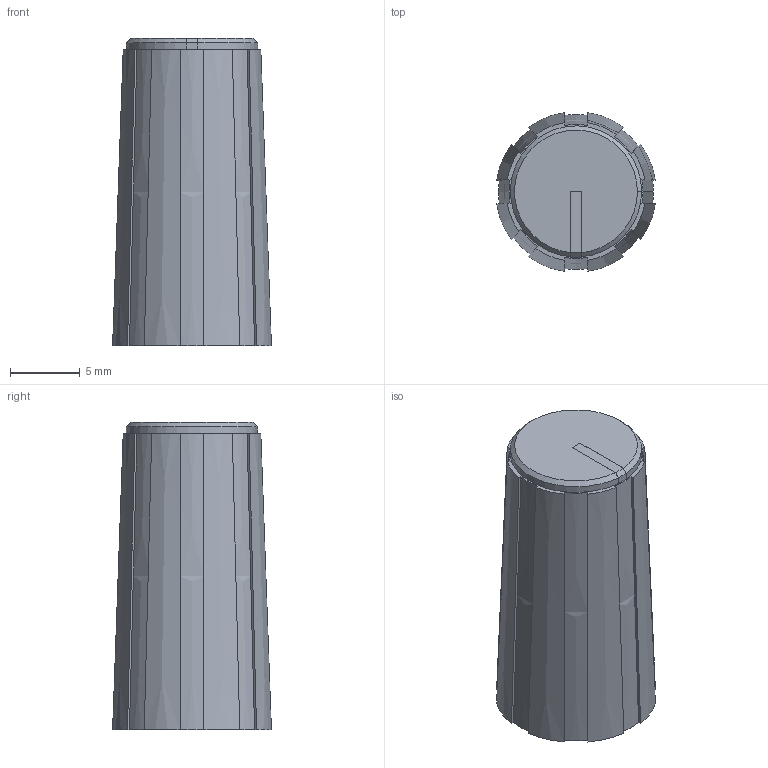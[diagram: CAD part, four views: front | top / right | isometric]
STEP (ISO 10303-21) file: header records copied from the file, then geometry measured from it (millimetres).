
FILE_DESCRIPTION(('FreeCAD Model'),'2;1');
FILE_NAME('Sifam_Knob_Small_Tall_Unskirted.step', '2020-10-06T16:50:11',('kicad StepUp'),('ksu MCAD'), 'Open CASCADE STEP processor 7.3','FreeCAD','Unknown');
FILE_SCHEMA(('AUTOMOTIVE_DESIGN { 1 0 10303 214 1 1 1 1 }'));
Length unit declared in the file: millimetre
Products named in the file (1): Sifam_Knob_Small_Tall_Unskirted
Bounding box: 11.37 x 11.37 x 22 mm (x, y, z)
Volume: 1923.6 mm3; surface area: 1135.4 mm2
Topology: 3 solids, 3 shells, 51 faces, 134 edges, 89 vertices
Faces by surface type: plane 30, cone 19, cylinder 2
Entity records: 1982 total; most frequent: DIRECTION 312, CARTESIAN_POINT 275, ORIENTED_EDGE 268, EDGE_CURVE 134, AXIS2_PLACEMENT_3D 126, VERTEX_POINT 89, LINE 60, VECTOR 60
